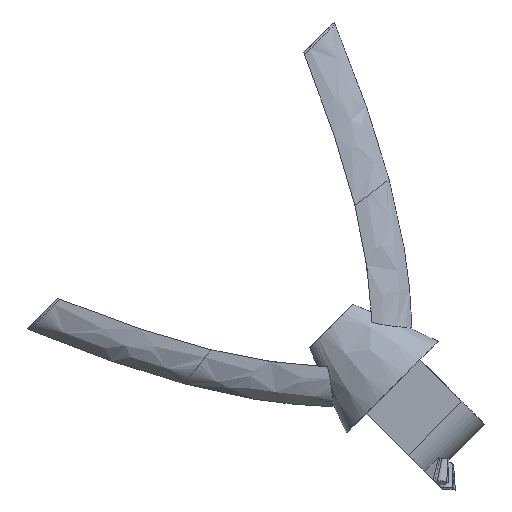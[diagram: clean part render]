
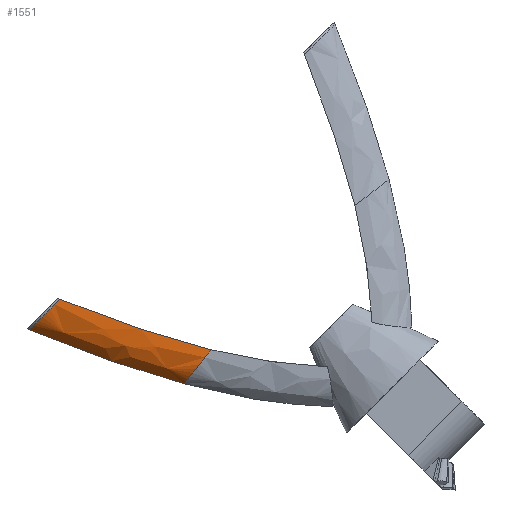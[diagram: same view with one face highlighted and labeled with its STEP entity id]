
A CAD part, front view. The second image highlights one B-rep face of the part: STEP entity #1551.
In plain terms, the highlighted free-form (B-spline) face has degree [3, 3] with [6, 4] control points.
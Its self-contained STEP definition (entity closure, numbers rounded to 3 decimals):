
#101=B_SPLINE_CURVE_WITH_KNOTS('',3,(#2710,#2711,#2712,#2713,#2714,#2715),
 .UNSPECIFIED.,.F.,.F.,(4,1,1,4),(0.,0.571,0.714,
1.),.UNSPECIFIED.);
#102=B_SPLINE_CURVE_WITH_KNOTS('',3,(#2716,#2717,#2718,#2719),
 .UNSPECIFIED.,.F.,.F.,(4,4),(0.,0.467),.UNSPECIFIED.);
#103=B_SPLINE_CURVE_WITH_KNOTS('',3,(#2720,#2721,#2722,#2723),
 .UNSPECIFIED.,.F.,.F.,(4,4),(0.,0.467),.UNSPECIFIED.);
#236=B_SPLINE_SURFACE_WITH_KNOTS('',3,3,((#2684,#2685,#2686,#2687),(#2688,
#2689,#2690,#2691),(#2692,#2693,#2694,#2695),(#2696,#2697,#2698,#2699),
(#2700,#2701,#2702,#2703),(#2704,#2705,#2706,#2707)),.UNSPECIFIED.,.F.,
 .F.,.F.,(4,1,1,4),(4,4),(-1.,-0.714,-0.571,0.),
(0.,0.467),.UNSPECIFIED.);
#281=(
BOUNDED_CURVE()
B_SPLINE_CURVE(5,(#2528,#2529,#2530,#2531,#2532,#2533,#2534,#2535,#2536,
#2537,#2538,#2539,#2540,#2541,#2542),.UNSPECIFIED.,.F.,.F.)
B_SPLINE_CURVE_WITH_KNOTS((6,1,1,1,1,1,1,1,1,1,6),(0.,0.1,0.2,0.3,0.4,0.5,
0.6,0.7,0.8,0.9,1.),.UNSPECIFIED.)
CURVE()
GEOMETRIC_REPRESENTATION_ITEM()
RATIONAL_B_SPLINE_CURVE((1.,1.,1.,1.,1.,1.,1.,1.,1.,1.,1.,1.,1.,1.,1.))
REPRESENTATION_ITEM('')
);
#416=FACE_OUTER_BOUND('',#514,.T.);
#514=EDGE_LOOP('',(#1118,#1119,#1120,#1121));
#631=VERTEX_POINT('',#2526);
#632=VERTEX_POINT('',#2527);
#641=VERTEX_POINT('',#2708);
#642=VERTEX_POINT('',#2709);
#805=EDGE_CURVE('',#631,#632,#281,.T.);
#822=EDGE_CURVE('',#641,#642,#101,.T.);
#823=EDGE_CURVE('',#632,#642,#102,.T.);
#824=EDGE_CURVE('',#631,#641,#103,.T.);
#1118=ORIENTED_EDGE('',*,*,#822,.T.);
#1119=ORIENTED_EDGE('',*,*,#823,.F.);
#1120=ORIENTED_EDGE('',*,*,#805,.F.);
#1121=ORIENTED_EDGE('',*,*,#824,.T.);
#1551=ADVANCED_FACE('',(#416),#236,.T.);
#2526=CARTESIAN_POINT('',(-33.921,0.,8.82));
#2527=CARTESIAN_POINT('',(-31.092,-1.5,11.648));
#2528=CARTESIAN_POINT('Ctrl Pts',(-33.921,0.,
8.82));
#2529=CARTESIAN_POINT('Ctrl Pts',(-33.883,-0.077,
8.858));
#2530=CARTESIAN_POINT('Ctrl Pts',(-33.802,-0.226,
8.938));
#2531=CARTESIAN_POINT('Ctrl Pts',(-33.666,-0.433,
9.074));
#2532=CARTESIAN_POINT('Ctrl Pts',(-33.458,-0.676,
9.282));
#2533=CARTESIAN_POINT('Ctrl Pts',(-33.169,-0.926,
9.571));
#2534=CARTESIAN_POINT('Ctrl Pts',(-32.867,-1.125,9.873));
#2535=CARTESIAN_POINT('Ctrl Pts',(-32.568,-1.275,10.172));
#2536=CARTESIAN_POINT('Ctrl Pts',(-32.281,-1.379,10.459));
#2537=CARTESIAN_POINT('Ctrl Pts',(-32.003,-1.445,10.737));
#2538=CARTESIAN_POINT('Ctrl Pts',(-31.722,-1.483,11.018));
#2539=CARTESIAN_POINT('Ctrl Pts',(-31.485,-1.497,11.255));
#2540=CARTESIAN_POINT('Ctrl Pts',(-31.294,-1.501,11.446));
#2541=CARTESIAN_POINT('Ctrl Pts',(-31.16,-1.501,11.58));
#2542=CARTESIAN_POINT('Ctrl Pts',(-31.092,-1.5,11.648));
#2684=CARTESIAN_POINT('Ctrl Pts',(-31.092,-1.5,11.648));
#2685=CARTESIAN_POINT('Ctrl Pts',(-26.096,-1.5,9.653));
#2686=CARTESIAN_POINT('Ctrl Pts',(-21.382,-1.5,8.039));
#2687=CARTESIAN_POINT('Ctrl Pts',(-17.117,-1.5,6.98));
#2688=CARTESIAN_POINT('Ctrl Pts',(-31.418,-1.503,11.322));
#2689=CARTESIAN_POINT('Ctrl Pts',(-26.412,-1.503,9.318));
#2690=CARTESIAN_POINT('Ctrl Pts',(-21.686,-1.503,7.692));
#2691=CARTESIAN_POINT('Ctrl Pts',(-17.399,-1.503,6.616));
#2692=CARTESIAN_POINT('Ctrl Pts',(-31.837,-1.485,10.903));
#2693=CARTESIAN_POINT('Ctrl Pts',(-26.819,-1.485,8.886));
#2694=CARTESIAN_POINT('Ctrl Pts',(-22.077,-1.485,7.245));
#2695=CARTESIAN_POINT('Ctrl Pts',(-17.762,-1.485,6.148));
#2696=CARTESIAN_POINT('Ctrl Pts',(-32.746,-1.264,9.994));
#2697=CARTESIAN_POINT('Ctrl Pts',(-27.703,-1.264,7.951));
#2698=CARTESIAN_POINT('Ctrl Pts',(-22.925,-1.264,6.275));
#2699=CARTESIAN_POINT('Ctrl Pts',(-18.551,-1.264,5.131));
#2700=CARTESIAN_POINT('Ctrl Pts',(-33.559,-0.735,
9.181));
#2701=CARTESIAN_POINT('Ctrl Pts',(-28.492,-0.735,
7.115));
#2702=CARTESIAN_POINT('Ctrl Pts',(-23.683,-0.735,5.408));
#2703=CARTESIAN_POINT('Ctrl Pts',(-19.255,-0.735,
4.223));
#2704=CARTESIAN_POINT('Ctrl Pts',(-33.921,0.,
8.82));
#2705=CARTESIAN_POINT('Ctrl Pts',(-28.843,0.,
6.743));
#2706=CARTESIAN_POINT('Ctrl Pts',(-24.02,0.,
5.023));
#2707=CARTESIAN_POINT('Ctrl Pts',(-19.568,0.,
3.819));
#2708=CARTESIAN_POINT('',(-19.568,0.,3.819));
#2709=CARTESIAN_POINT('',(-17.117,-1.5,6.98));
#2710=CARTESIAN_POINT('Ctrl Pts',(-19.568,0.,
3.819));
#2711=CARTESIAN_POINT('Ctrl Pts',(-19.255,-0.735,
4.223));
#2712=CARTESIAN_POINT('Ctrl Pts',(-18.551,-1.264,5.131));
#2713=CARTESIAN_POINT('Ctrl Pts',(-17.762,-1.485,6.148));
#2714=CARTESIAN_POINT('Ctrl Pts',(-17.399,-1.503,6.616));
#2715=CARTESIAN_POINT('Ctrl Pts',(-17.117,-1.5,6.98));
#2716=CARTESIAN_POINT('Ctrl Pts',(-31.092,-1.5,11.648));
#2717=CARTESIAN_POINT('Ctrl Pts',(-26.096,-1.5,9.653));
#2718=CARTESIAN_POINT('Ctrl Pts',(-21.382,-1.5,8.039));
#2719=CARTESIAN_POINT('Ctrl Pts',(-17.117,-1.5,6.98));
#2720=CARTESIAN_POINT('Ctrl Pts',(-33.921,0.,
8.82));
#2721=CARTESIAN_POINT('Ctrl Pts',(-28.843,0.,
6.743));
#2722=CARTESIAN_POINT('Ctrl Pts',(-24.02,0.,
5.023));
#2723=CARTESIAN_POINT('Ctrl Pts',(-19.568,0.,
3.819));
